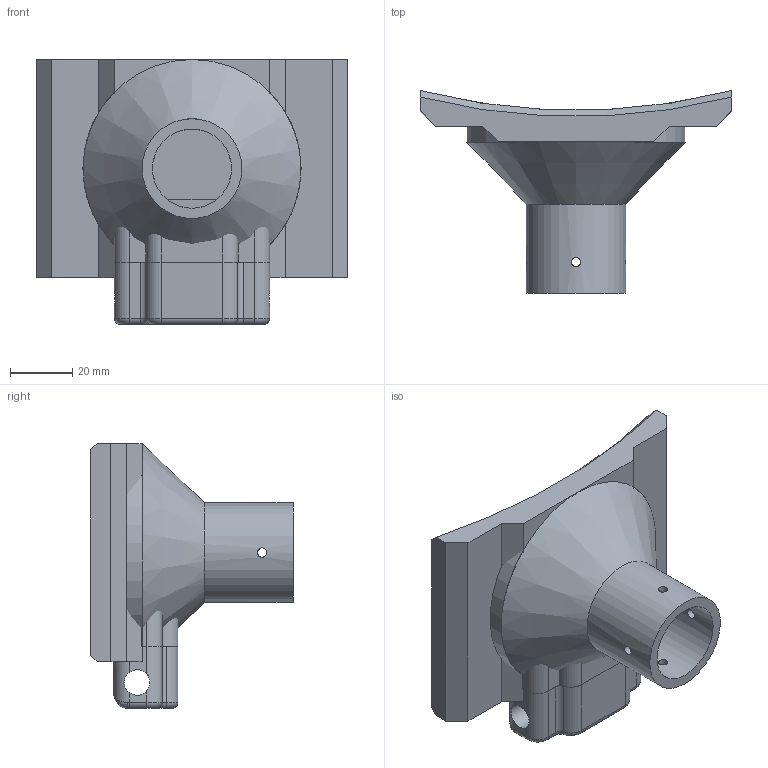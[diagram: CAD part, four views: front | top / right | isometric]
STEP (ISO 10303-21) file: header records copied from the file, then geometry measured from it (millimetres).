
FILE_DESCRIPTION(/* description */ ('STEP AP242','CAx-IF Rec.Pracs.---Representation and Presentation of Product Manufacturing Information (PMI)---4.0---2014-10-13','CAx-IF Rec.Pracs.---3D Tessellated Geometry---0.4---2014-09-14','2;1'),/* implementation_level */ '2;1');
FILE_NAME(/* name */ '65241556684c125c7df18e70',/* time_stamp */ '2023-10-09T14:59:35Z',/* author */ (''),/* organization */ (''),/* preprocessor_version */ 'ST-DEVELOPER v19.4',/* originating_system */ ' ',/* authorisation */ ' ');
FILE_SCHEMA (('AP242_MANAGED_MODEL_BASED_3D_ENGINEERING_MIM_LF { 1 0 10303 442 1 1 4 }'));
Length unit declared in the file: metre
Products named in the file (8): Part 8; Part 7; Part 6; Part 5; Part 4; Part 3; Part 2; Part 1
Bounding box: 100 x 65 x 85 mm (x, y, z)
Volume: 110191.1 mm3; surface area: 46617.3 mm2
Topology: 8 solids, 8 shells, 91 faces, 217 edges, 138 vertices
Faces by surface type: plane 46, cylinder 31, torus 9, cone 3, bspline 2
Full cylindrical faces by diameter (mm): 3 x4, 8.2 x1, 25.4 x2, 32 x1
Entity records: 2984 total; most frequent: CARTESIAN_POINT 613, DIRECTION 447, ORIENTED_EDGE 396, EDGE_CURVE 198, AXIS2_PLACEMENT_3D 172, VERTEX_POINT 132, EDGE_LOOP 112, FACE_BOUND 112
